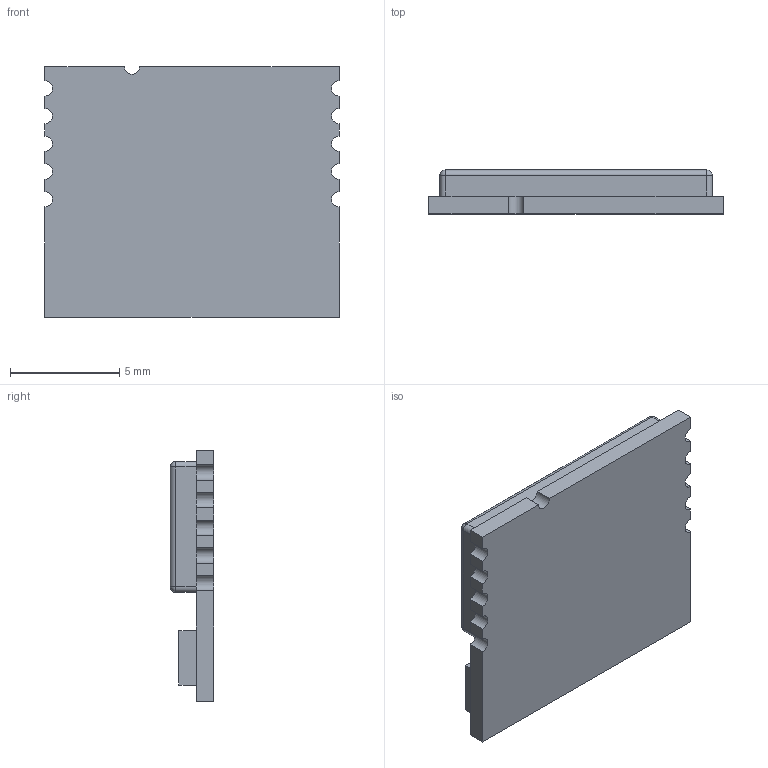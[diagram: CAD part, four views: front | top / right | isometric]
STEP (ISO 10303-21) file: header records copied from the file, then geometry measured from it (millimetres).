
FILE_DESCRIPTION (( 'STEP AP214' ), '1' );
FILE_NAME ('spsgrf.STEP', '2018-10-01T11:39:33', ( '' ), ( '' ), 'SwSTEP 2.0', 'SolidWorks 2017', '' );
FILE_SCHEMA (( 'AUTOMOTIVE_DESIGN' ));
Length unit declared in the file: millimetre
Products named in the file (1): spsgrf
Bounding box: 13.5 x 2 x 11.5 mm (x, y, z)
Volume: 233 mm3; surface area: 410.5 mm2
Topology: 1 solids, 1 shells, 50 faces, 130 edges, 80 vertices
Faces by surface type: plane 27, cylinder 19, sphere 4
Entity records: 2076 total; most frequent: DIRECTION 266, CARTESIAN_POINT 257, ORIENTED_EDGE 252, EDGE_CURVE 126, AXIS2_PLACEMENT_3D 89, VECTOR 88, LINE 88, VERTEX_POINT 80
